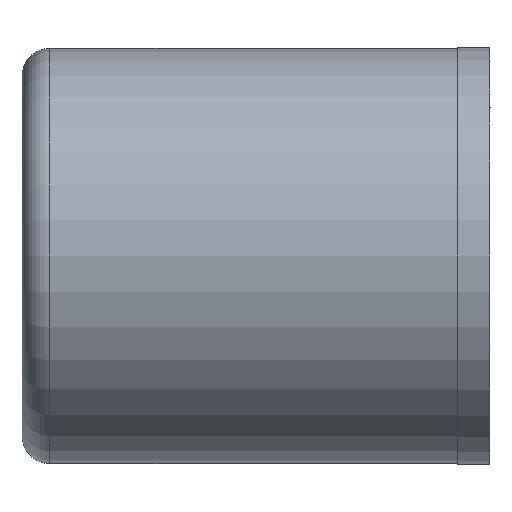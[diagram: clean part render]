
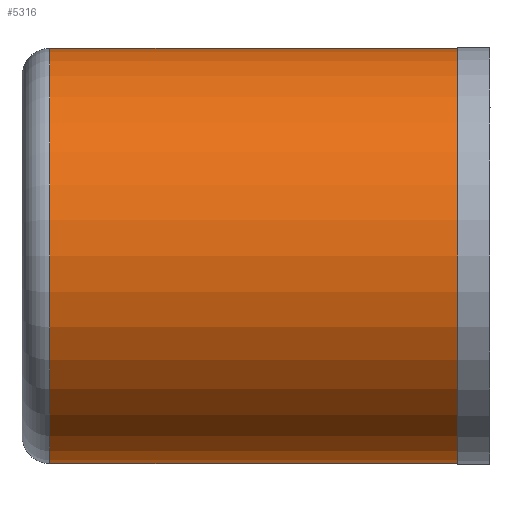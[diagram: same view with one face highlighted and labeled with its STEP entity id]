
A CAD part, front view. The second image highlights one B-rep face of the part: STEP entity #5316.
In plain terms, the highlighted cylindrical face has radius 22.4 mm (diameter 44.8 mm), a partial arc.
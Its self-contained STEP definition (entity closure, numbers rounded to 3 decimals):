
#66 = AXIS2_PLACEMENT_3D ( 'NONE', #319, #4221, #898 ) ;
#249 = CARTESIAN_POINT ( 'NONE',  ( 19.478, 8.122, 140.241 ) ) ;
#319 = CARTESIAN_POINT ( 'NONE',  ( -24.522, 8.122, 117.841 ) ) ;
#494 = VERTEX_POINT ( 'NONE', #1358 ) ;
#863 = ORIENTED_EDGE ( 'NONE', *, *, #5214, .F. ) ;
#888 = DIRECTION ( 'NONE',  ( 0., 0., 1. ) ) ;
#898 = DIRECTION ( 'NONE',  ( 0., 0., 1. ) ) ;
#1087 = DIRECTION ( 'NONE',  ( -1., 0., 0. ) ) ;
#1201 = LINE ( 'NONE', #6149, #6669 ) ;
#1235 = AXIS2_PLACEMENT_3D ( 'NONE', #5249, #2083, #5770 ) ;
#1296 = VERTEX_POINT ( 'NONE', #1471 ) ;
#1358 = CARTESIAN_POINT ( 'NONE',  ( -24.522, 8.122, 95.441 ) ) ;
#1465 = DIRECTION ( 'NONE',  ( -1., 0., 0. ) ) ;
#1471 = CARTESIAN_POINT ( 'NONE',  ( -24.522, 8.122, 140.241 ) ) ;
#1607 = VERTEX_POINT ( 'NONE', #249 ) ;
#1963 = DIRECTION ( 'NONE',  ( -1., 0., 0. ) ) ;
#2083 = DIRECTION ( 'NONE',  ( 1., 0., 0. ) ) ;
#2298 = CIRCLE ( 'NONE', #66, 22.4 ) ;
#2456 = CIRCLE ( 'NONE', #1235, 22.4 ) ;
#2535 = CYLINDRICAL_SURFACE ( 'NONE', #4882, 22.4 ) ;
#2582 = VECTOR ( 'NONE', #1087, 1000. ) ;
#3303 = EDGE_LOOP ( 'NONE', ( #5919, #863, #4673, #5355 ) ) ;
#3441 = EDGE_CURVE ( 'NONE', #6688, #494, #5387, .T. ) ;
#3873 = CARTESIAN_POINT ( 'NONE',  ( 19.478, 8.122, 95.441 ) ) ;
#4195 = CARTESIAN_POINT ( 'NONE',  ( 19.478, 8.122, 117.841 ) ) ;
#4221 = DIRECTION ( 'NONE',  ( -1., 0., 0. ) ) ;
#4423 = CARTESIAN_POINT ( 'NONE',  ( 19.478, 8.122, 95.441 ) ) ;
#4673 = ORIENTED_EDGE ( 'NONE', *, *, #5739, .T. ) ;
#4882 = AXIS2_PLACEMENT_3D ( 'NONE', #4195, #1465, #888 ) ;
#5207 = EDGE_CURVE ( 'NONE', #494, #1296, #2298, .T. ) ;
#5214 = EDGE_CURVE ( 'NONE', #1607, #6688, #2456, .T. ) ;
#5249 = CARTESIAN_POINT ( 'NONE',  ( 19.478, 8.122, 117.841 ) ) ;
#5316 = ADVANCED_FACE ( 'NONE', ( #5847 ), #2535, .T. ) ;
#5355 = ORIENTED_EDGE ( 'NONE', *, *, #5207, .F. ) ;
#5387 = LINE ( 'NONE', #3873, #2582 ) ;
#5739 = EDGE_CURVE ( 'NONE', #1607, #1296, #1201, .T. ) ;
#5770 = DIRECTION ( 'NONE',  ( 0., 0., 1. ) ) ;
#5847 = FACE_OUTER_BOUND ( 'NONE', #3303, .T. ) ;
#5919 = ORIENTED_EDGE ( 'NONE', *, *, #3441, .F. ) ;
#6149 = CARTESIAN_POINT ( 'NONE',  ( 19.478, 8.122, 140.241 ) ) ;
#6669 = VECTOR ( 'NONE', #1963, 1000. ) ;
#6688 = VERTEX_POINT ( 'NONE', #4423 ) ;
